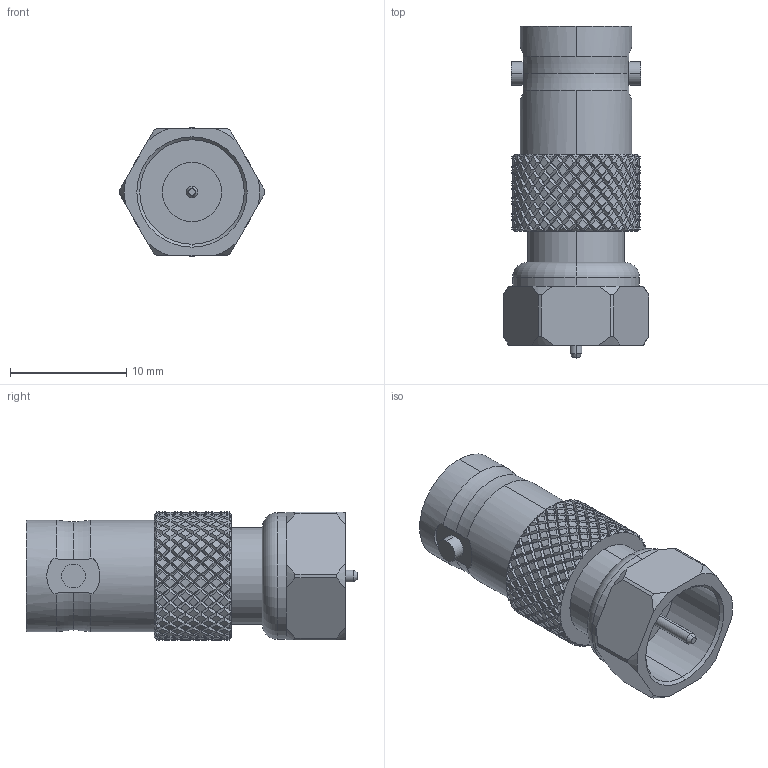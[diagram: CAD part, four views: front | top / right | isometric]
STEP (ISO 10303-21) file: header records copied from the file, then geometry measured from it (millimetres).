
FILE_DESCRIPTION (( 'STEP AP214' ), '1' );
FILE_NAME ('V7C00002.STEP', '2017-11-17T12:48:03', ( '' ), ( '' ), 'SwSTEP 2.0', 'SolidWorks 2014', '' );
FILE_SCHEMA (( 'AUTOMOTIVE_DESIGN' ));
Length unit declared in the file: inch
Products named in the file (1): V7C00002
Bounding box: 12.5 x 28.5 x 11 mm (x, y, z)
Volume: 1412.6 mm3; surface area: 1791.2 mm2
Topology: 1 solids, 1 shells, 1730 faces, 3723 edges, 2005 vertices
Faces by surface type: bspline 1200, cylinder 368, cone 116, plane 40, torus 6
Entity records: 68666 total; most frequent: CARTESIAN_POINT 45370, ORIENTED_EDGE 7446, EDGE_CURVE 3723, VERTEX_POINT 2005, DIRECTION 1766, EDGE_LOOP 1740, ADVANCED_FACE 1730, FACE_OUTER_BOUND 1730
